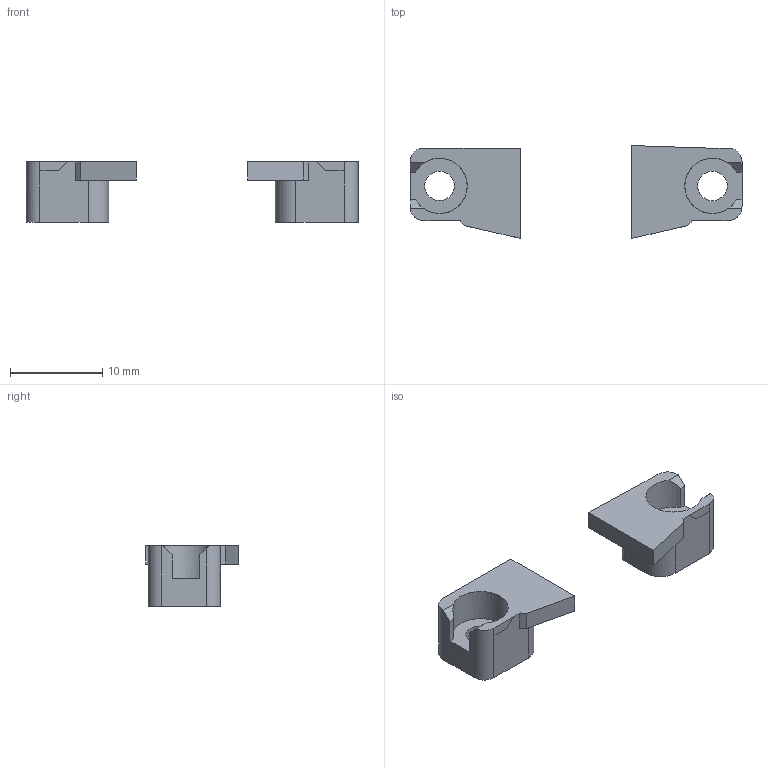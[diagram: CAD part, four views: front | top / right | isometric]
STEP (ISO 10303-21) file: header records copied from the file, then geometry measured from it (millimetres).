
FILE_DESCRIPTION(/* description */ (''),/* implementation_level */ '2;1');
FILE_NAME(/* name */ 'fystec_inserts.step',/* time_stamp */ '2025-10-28T21:09:52-04:00',/* author */ (''),/* organization */ (''),/* preprocessor_version */ 'ST-DEVELOPER v20.1',/* originating_system */ 'Autodesk Translation Framework v14.17.0.0',/* authorisation */ '');
FILE_SCHEMA (('AUTOMOTIVE_DESIGN { 1 0 10303 214 3 1 1 }'));
Length unit declared in the file: millimetre
Products named in the file (3): (Unsaved); Fystec_Insert_Right; Fystec_Insert_Left
Assembly tree (2 placements, depth 2):
  (Unsaved)
    Fystec_Insert_Right
    Fystec_Insert_Left
Bounding box: 35.99 x 10.06 x 6.61 mm (x, y, z)
Volume: 742.3 mm3; surface area: 965.3 mm2
Topology: 2 solids, 2 shells, 53 faces, 148 edges, 99 vertices
Faces by surface type: plane 39, cylinder 14
Full cylindrical faces by diameter (mm): 3.2 x2
Entity records: 1804 total; most frequent: CARTESIAN_POINT 305, DIRECTION 298, ORIENTED_EDGE 296, EDGE_CURVE 148, LINE 114, VECTOR 114, VERTEX_POINT 99, AXIS2_PLACEMENT_3D 92
